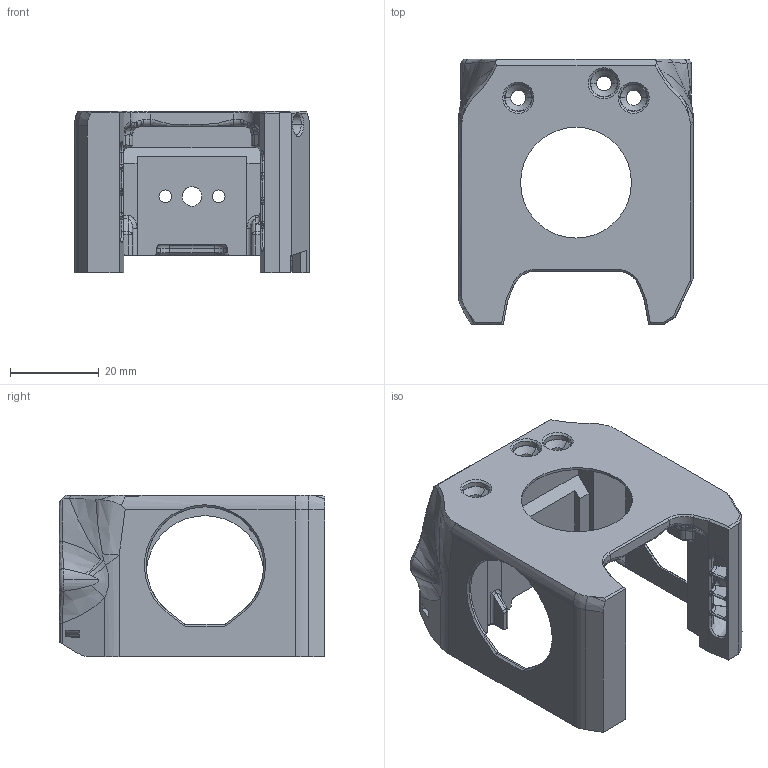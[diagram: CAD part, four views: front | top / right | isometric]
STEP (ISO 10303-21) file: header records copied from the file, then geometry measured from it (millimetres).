
FILE_DESCRIPTION (( 'STEP AP214' ), '1' );
FILE_NAME ('Serpa_Mini_Dragon_Cowling_wKlicky.STEP', '2022-02-26T09:42:24', ( '' ), ( '' ), 'SwSTEP 2.0', 'SolidWorks 2022', '' );
FILE_SCHEMA (( 'AUTOMOTIVE_DESIGN' ));
Length unit declared in the file: millimetre
Products named in the file (1): Serpa_Mini_Dragon_Cowling_wKlicky
Bounding box: 53 x 59.85 x 36.49 mm (x, y, z)
Volume: 31723.2 mm3; surface area: 17412.1 mm2
Topology: 1 solids, 1 shells, 604 faces, 1613 edges, 962 vertices
Faces by surface type: bspline 237, cylinder 158, plane 137, torus 35, cone 35, sphere 2
Entity records: 37214 total; most frequent: CARTESIAN_POINT 24260, ORIENTED_EDGE 3136, DIRECTION 2122, EDGE_CURVE 1568, VERTEX_POINT 962, AXIS2_PLACEMENT_3D 811, EDGE_LOOP 640, ADVANCED_FACE 604
